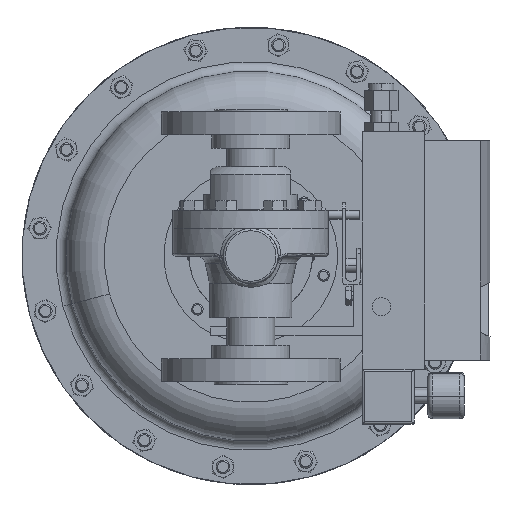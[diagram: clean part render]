
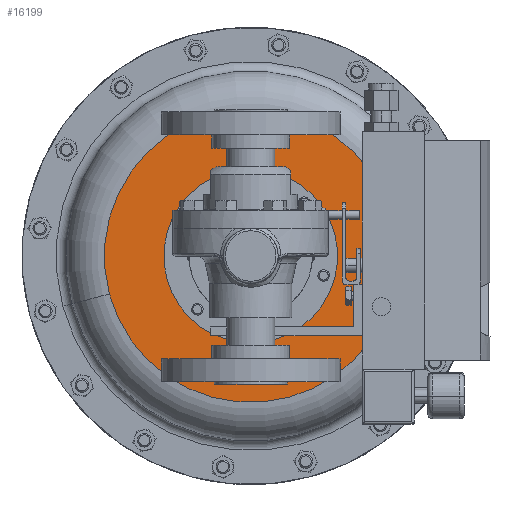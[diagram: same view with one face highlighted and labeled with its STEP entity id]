
A CAD part, front view. The second image highlights one B-rep face of the part: STEP entity #16199.
In plain terms, the highlighted planar face has unit normal (0, -1, 0).
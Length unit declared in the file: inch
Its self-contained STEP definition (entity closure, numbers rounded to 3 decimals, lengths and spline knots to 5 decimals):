
#923 = VERTEX_POINT ( 'NONE', #8128 ) ;
#1684 = DIRECTION ( 'NONE',  ( -0.966, 0., -0.259 ) ) ;
#3563 = DIRECTION ( 'NONE',  ( 0.966, 0., 0.259 ) ) ;
#4789 = EDGE_CURVE ( 'NONE', #21378, #23549, #13557, .T. ) ;
#5500 = DIRECTION ( 'NONE',  ( 0., 1., 0. ) ) ;
#5796 = ORIENTED_EDGE ( 'NONE', *, *, #21510, .F. ) ;
#6145 = EDGE_LOOP ( 'NONE', ( #9352, #6975 ) ) ;
#6586 = FACE_BOUND ( 'NONE', #6145, .T. ) ;
#6975 = ORIENTED_EDGE ( 'NONE', *, *, #4789, .T. ) ;
#7086 = EDGE_CURVE ( 'NONE', #23549, #21378, #13421, .T. ) ;
#8128 = CARTESIAN_POINT ( 'NONE',  ( -1.30352, 9.57025, 3.86064 ) ) ;
#9352 = ORIENTED_EDGE ( 'NONE', *, *, #7086, .T. ) ;
#11816 = EDGE_LOOP ( 'NONE', ( #5796, #12661 ) ) ;
#12661 = ORIENTED_EDGE ( 'NONE', *, *, #24129, .F. ) ;
#12783 = FACE_OUTER_BOUND ( 'NONE', #11816, .T. ) ;
#13421 = CIRCLE ( 'NONE', #34847, 2.375 ) ;
#13557 = CIRCLE ( 'NONE', #18696, 2.375 ) ;
#13673 = CARTESIAN_POINT ( 'NONE',  ( 4.23956, 9.57025, 3.21653 ) ) ;
#13801 = CARTESIAN_POINT ( 'NONE',  ( 2.56018, 9.57025, 4.89591 ) ) ;
#14194 = PLANE ( 'NONE',  #23606 ) ;
#14590 = CARTESIAN_POINT ( 'NONE',  ( 6.42389, 9.57025, 5.93119 ) ) ;
#15741 = CIRCLE ( 'NONE', #21692, 4. ) ;
#16199 = ADVANCED_FACE ( 'NONE', ( #12783, #6586 ), #14194, .T. ) ;
#16551 = DIRECTION ( 'NONE',  ( -0.707, 0., 0.707 ) ) ;
#17763 = DIRECTION ( 'NONE',  ( 0., 1., 0. ) ) ;
#18696 = AXIS2_PLACEMENT_3D ( 'NONE', #27409, #27454, #27531 ) ;
#19623 = DIRECTION ( 'NONE',  ( 0., -1., 0. ) ) ;
#21378 = VERTEX_POINT ( 'NONE', #28971 ) ;
#21510 = EDGE_CURVE ( 'NONE', #923, #31028, #15741, .T. ) ;
#21581 = CARTESIAN_POINT ( 'NONE',  ( 2.56018, 9.57025, 4.89591 ) ) ;
#21692 = AXIS2_PLACEMENT_3D ( 'NONE', #21581, #5500, #24289 ) ;
#23549 = VERTEX_POINT ( 'NONE', #13673 ) ;
#23606 = AXIS2_PLACEMENT_3D ( 'NONE', #33119, #19623, #3563 ) ;
#24129 = EDGE_CURVE ( 'NONE', #31028, #923, #28380, .T. ) ;
#24289 = DIRECTION ( 'NONE',  ( -0.966, 0., -0.259 ) ) ;
#27409 = CARTESIAN_POINT ( 'NONE',  ( 2.56018, 9.57025, 4.89591 ) ) ;
#27454 = DIRECTION ( 'NONE',  ( 0., 1., 0. ) ) ;
#27531 = DIRECTION ( 'NONE',  ( -0.707, 0., 0.707 ) ) ;
#28380 = CIRCLE ( 'NONE', #31154, 4. ) ;
#28971 = CARTESIAN_POINT ( 'NONE',  ( 0.8808, 9.57025, 6.57529 ) ) ;
#31028 = VERTEX_POINT ( 'NONE', #14590 ) ;
#31154 = AXIS2_PLACEMENT_3D ( 'NONE', #33973, #17763, #1684 ) ;
#32726 = DIRECTION ( 'NONE',  ( 0., 1., 0. ) ) ;
#33119 = CARTESIAN_POINT ( 'NONE',  ( 1.52491, 9.57025, 8.75961 ) ) ;
#33973 = CARTESIAN_POINT ( 'NONE',  ( 2.56018, 9.57025, 4.89591 ) ) ;
#34847 = AXIS2_PLACEMENT_3D ( 'NONE', #13801, #32726, #16551 ) ;
